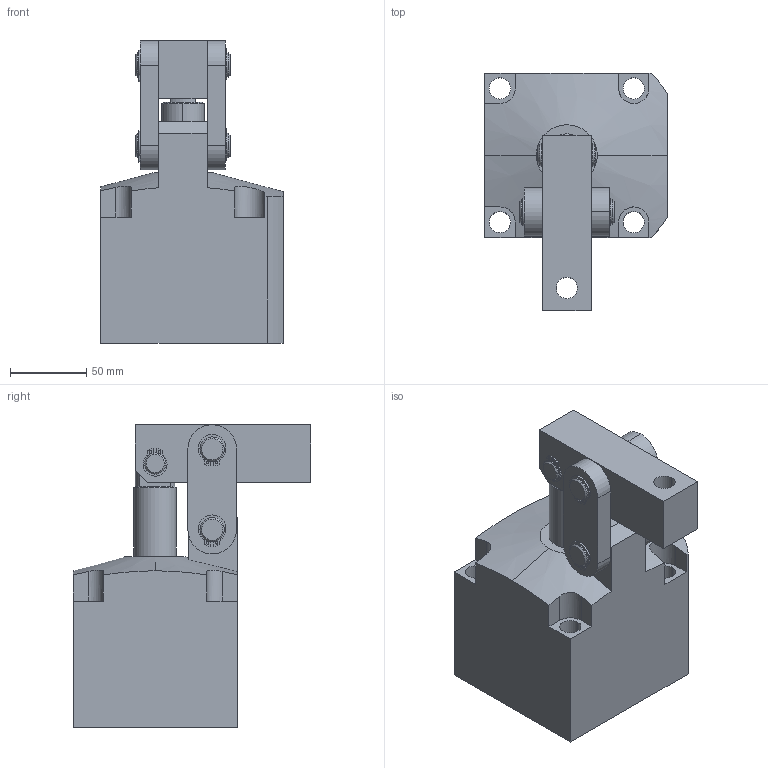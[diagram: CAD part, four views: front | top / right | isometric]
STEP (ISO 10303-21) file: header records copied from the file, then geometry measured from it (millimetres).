
FILE_DESCRIPTION (( 'STEP AP203' ), '1' );
FILE_NAME ('BLU-25L.STEP', '2021-04-05T02:27:01', ( '微软用户' ), ( '微软中国' ), 'SwSTEP 2.0', 'SolidWorks 2012', '' );
FILE_SCHEMA (( 'CONFIG_CONTROL_DESIGN' ));
Length unit declared in the file: millimetre
Products named in the file (9): BLU-25L掛极; BLU-25活塞杆; BLU-25蟀裝; BLU-25种1; BLU-25种2; BLU-25揤旋; circlips for shaft--type a large gb_GB_CONNECTING_PIECE_RING_RRA 14; circlips for shaft--type a large gb_GB_CONNECTING_PIECE_RING_RRA 16; BLU-25L
Assembly tree (14 placements, depth 2):
  BLU-25L
    BLU-25L掛极
    BLU-25活塞杆
    BLU-25蟀裝  x2
    BLU-25种1
    BLU-25种2  x2
    BLU-25揤旋
    circlips for shaft--type a large gb_GB_CONNECTING_PIECE_RING_RRA 14  x2
    circlips for shaft--type a large gb_GB_CONNECTING_PIECE_RING_RRA 16  x4
Bounding box: 120 x 156.5 x 199 mm (x, y, z)
Volume: 1356195.1 mm3; surface area: 182888.4 mm2
Topology: 14 solids, 14 shells, 384 faces, 959 edges, 631 vertices
Faces by surface type: cylinder 189, plane 151, cone 20, bspline 16, torus 6, sphere 2
Entity records: 10023 total; most frequent: CARTESIAN_POINT 2443, DIRECTION 1380, ORIENTED_EDGE 1308, EDGE_CURVE 654, AXIS2_PLACEMENT_3D 516, VERTEX_POINT 429, VECTOR 348, LINE 348
